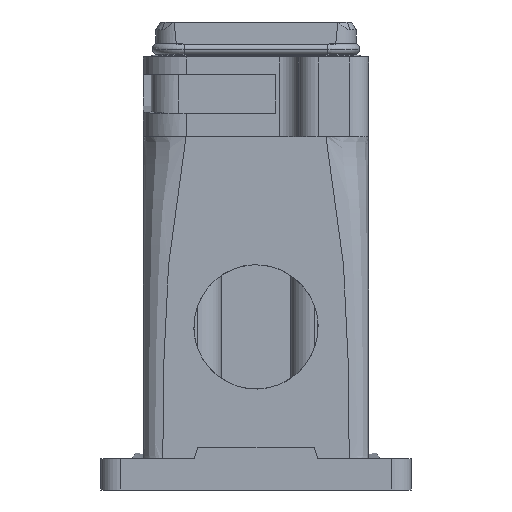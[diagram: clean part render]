
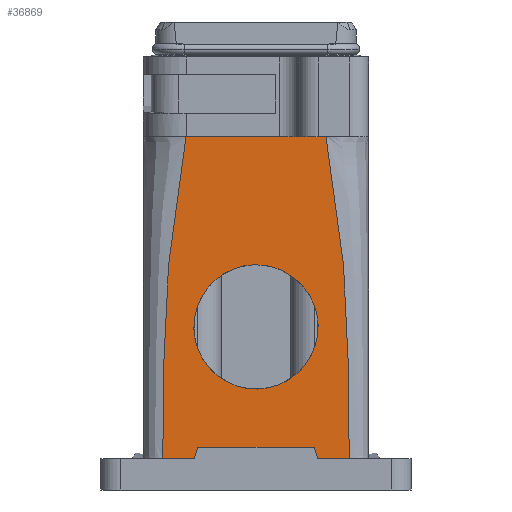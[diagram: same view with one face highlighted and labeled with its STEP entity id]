
A CAD part, front view. The second image highlights one B-rep face of the part: STEP entity #36869.
In plain terms, the highlighted planar face has unit normal (0, -1, 0).
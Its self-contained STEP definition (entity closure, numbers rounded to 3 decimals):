
#36839=AXIS2_PLACEMENT_3D('Plane Axis2P3D',#36836,#36837,#36838) ;
#36853=AXIS2_PLACEMENT_3D('Circle Axis2P3D',#36851,#36852,$) ;
#36862=AXIS2_PLACEMENT_3D('Circle Axis2P3D',#36860,#36861,$) ;
#34657=CARTESIAN_POINT('Vertex',(64.,30.,8.)) ;
#34660=CARTESIAN_POINT('Line Origine',(59.969,30.,8.)) ;
#34664=CARTESIAN_POINT('Vertex',(55.938,30.,8.)) ;
#34693=CARTESIAN_POINT('Vertex',(24.063,30.,8.)) ;
#34696=CARTESIAN_POINT('Line Origine',(20.031,30.,8.)) ;
#34700=CARTESIAN_POINT('Vertex',(16.,30.,8.)) ;
#34737=CARTESIAN_POINT('Line Origine',(24.531,30.,9.5)) ;
#34741=CARTESIAN_POINT('Vertex',(25.,30.,11.)) ;
#34756=CARTESIAN_POINT('Line Origine',(40.,30.,11.)) ;
#34760=CARTESIAN_POINT('Vertex',(55.,30.,11.)) ;
#34791=CARTESIAN_POINT('Vertex',(22.,30.,91.)) ;
#34794=CARTESIAN_POINT('Line Origine',(40.,30.,91.)) ;
#34798=CARTESIAN_POINT('Vertex',(58.,30.,91.)) ;
#35349=CARTESIAN_POINT('Control Point',(22.,30.,91.)) ;
#35350=CARTESIAN_POINT('Control Point',(22.,30.,90.714)) ;
#35351=CARTESIAN_POINT('Control Point',(22.,30.,90.438)) ;
#35352=CARTESIAN_POINT('Control Point',(21.999,30.,90.182)) ;
#35353=CARTESIAN_POINT('Control Point',(21.995,30.,89.571)) ;
#35354=CARTESIAN_POINT('Control Point',(21.982,30.,88.96)) ;
#35355=CARTESIAN_POINT('Control Point',(21.972,30.,88.638)) ;
#35356=CARTESIAN_POINT('Control Point',(21.889,30.,86.691)) ;
#35357=CARTESIAN_POINT('Control Point',(21.662,30.,84.749)) ;
#35358=CARTESIAN_POINT('Control Point',(21.331,30.,83.131)) ;
#35359=CARTESIAN_POINT('Control Point',(20.696,30.,80.515)) ;
#35360=CARTESIAN_POINT('Control Point',(20.049,30.,77.9)) ;
#35361=CARTESIAN_POINT('Control Point',(19.809,30.,76.874)) ;
#35362=CARTESIAN_POINT('Control Point',(19.525,30.,75.505)) ;
#35363=CARTESIAN_POINT('Control Point',(19.285,30.,74.131)) ;
#35364=CARTESIAN_POINT('Control Point',(19.228,30.,73.787)) ;
#35365=CARTESIAN_POINT('Control Point',(19.12,30.,73.107)) ;
#35366=CARTESIAN_POINT('Control Point',(19.02,30.,72.427)) ;
#35367=CARTESIAN_POINT('Control Point',(18.965,30.,72.045)) ;
#35368=CARTESIAN_POINT('Control Point',(17.978,30.,65.049)) ;
#35369=CARTESIAN_POINT('Control Point',(17.402,30.,58.016)) ;
#35370=CARTESIAN_POINT('Control Point',(16.985,30.,51.276)) ;
#35371=CARTESIAN_POINT('Control Point',(16.384,30.,38.769)) ;
#35372=CARTESIAN_POINT('Control Point',(16.085,30.,26.256)) ;
#35373=CARTESIAN_POINT('Control Point',(16.006,30.,20.443)) ;
#35374=CARTESIAN_POINT('Control Point',(16.,30.,14.487)) ;
#35375=CARTESIAN_POINT('Control Point',(16.,30.,8.532)) ;
#35376=CARTESIAN_POINT('Control Point',(16.,30.,8.374)) ;
#35377=CARTESIAN_POINT('Control Point',(16.,30.,8.197)) ;
#35378=CARTESIAN_POINT('Control Point',(16.,30.,8.)) ;
#35387=CARTESIAN_POINT('Line Origine',(55.469,30.,9.5)) ;
#35914=CARTESIAN_POINT('Control Point',(58.,30.,91.)) ;
#35915=CARTESIAN_POINT('Control Point',(58.,30.,90.707)) ;
#35916=CARTESIAN_POINT('Control Point',(58.,30.,90.42)) ;
#35917=CARTESIAN_POINT('Control Point',(58.001,30.,90.157)) ;
#35918=CARTESIAN_POINT('Control Point',(58.006,30.,89.545)) ;
#35919=CARTESIAN_POINT('Control Point',(58.02,30.,88.934)) ;
#35920=CARTESIAN_POINT('Control Point',(58.03,30.,88.618)) ;
#35921=CARTESIAN_POINT('Control Point',(58.086,30.,87.387)) ;
#35922=CARTESIAN_POINT('Control Point',(58.201,30.,86.159)) ;
#35923=CARTESIAN_POINT('Control Point',(58.327,30.,85.25)) ;
#35924=CARTESIAN_POINT('Control Point',(58.608,30.,83.663)) ;
#35925=CARTESIAN_POINT('Control Point',(58.964,30.,82.087)) ;
#35926=CARTESIAN_POINT('Control Point',(59.127,30.,81.412)) ;
#35927=CARTESIAN_POINT('Control Point',(59.551,30.,79.704)) ;
#35928=CARTESIAN_POINT('Control Point',(59.979,30.,77.997)) ;
#35929=CARTESIAN_POINT('Control Point',(60.224,30.,76.959)) ;
#35930=CARTESIAN_POINT('Control Point',(60.509,30.,75.575)) ;
#35931=CARTESIAN_POINT('Control Point',(60.747,30.,74.186)) ;
#35932=CARTESIAN_POINT('Control Point',(60.804,30.,73.841)) ;
#35933=CARTESIAN_POINT('Control Point',(60.911,30.,73.155)) ;
#35934=CARTESIAN_POINT('Control Point',(61.011,30.,72.468)) ;
#35935=CARTESIAN_POINT('Control Point',(61.063,30.,72.099)) ;
#35936=CARTESIAN_POINT('Control Point',(62.042,30.,65.089)) ;
#35937=CARTESIAN_POINT('Control Point',(62.611,30.,58.041)) ;
#35938=CARTESIAN_POINT('Control Point',(63.023,30.,51.293)) ;
#35939=CARTESIAN_POINT('Control Point',(63.618,30.,38.778)) ;
#35940=CARTESIAN_POINT('Control Point',(63.916,30.,26.256)) ;
#35941=CARTESIAN_POINT('Control Point',(63.994,30.,20.443)) ;
#35942=CARTESIAN_POINT('Control Point',(64.,30.,14.488)) ;
#35943=CARTESIAN_POINT('Control Point',(64.,30.,8.532)) ;
#35944=CARTESIAN_POINT('Control Point',(64.,30.,8.374)) ;
#35945=CARTESIAN_POINT('Control Point',(64.,30.,8.197)) ;
#35946=CARTESIAN_POINT('Control Point',(64.,30.,8.)) ;
#36836=CARTESIAN_POINT('Axis2P3D Location',(69.,30.,8.)) ;
#36851=CARTESIAN_POINT('Axis2P3D Location',(40.,30.,42.)) ;
#36855=CARTESIAN_POINT('Vertex',(25.959,30.,49.671)) ;
#36857=CARTESIAN_POINT('Vertex',(54.041,30.,34.329)) ;
#36860=CARTESIAN_POINT('Axis2P3D Location',(40.,30.,42.)) ;
#34661=DIRECTION('Vector Direction',(-1.,0.,0.)) ;
#34697=DIRECTION('Vector Direction',(-1.,0.,0.)) ;
#34738=DIRECTION('Vector Direction',(0.298,0.,0.954)) ;
#34757=DIRECTION('Vector Direction',(1.,0.,0.)) ;
#34795=DIRECTION('Vector Direction',(-1.,0.,0.)) ;
#35388=DIRECTION('Vector Direction',(-0.298,0.,0.954)) ;
#36837=DIRECTION('Axis2P3D Direction',(0.,1.,0.)) ;
#36838=DIRECTION('Axis2P3D XDirection',(-1.,0.,0.)) ;
#36852=DIRECTION('Axis2P3D Direction',(0.,1.,0.)) ;
#36861=DIRECTION('Axis2P3D Direction',(0.,1.,0.)) ;
#34662=VECTOR('Line Direction',#34661,1.) ;
#34698=VECTOR('Line Direction',#34697,1.) ;
#34739=VECTOR('Line Direction',#34738,1.) ;
#34758=VECTOR('Line Direction',#34757,1.) ;
#34796=VECTOR('Line Direction',#34795,1.) ;
#35389=VECTOR('Line Direction',#35388,1.) ;
#36842=ORIENTED_EDGE('',*,*,#35947,.T.) ;
#36843=ORIENTED_EDGE('',*,*,#34800,.F.) ;
#36844=ORIENTED_EDGE('',*,*,#35379,.F.) ;
#36845=ORIENTED_EDGE('',*,*,#34702,.T.) ;
#36846=ORIENTED_EDGE('',*,*,#34743,.T.) ;
#36847=ORIENTED_EDGE('',*,*,#34762,.T.) ;
#36848=ORIENTED_EDGE('',*,*,#35391,.F.) ;
#36849=ORIENTED_EDGE('',*,*,#34666,.T.) ;
#36866=ORIENTED_EDGE('',*,*,#36859,.T.) ;
#36867=ORIENTED_EDGE('',*,*,#36864,.T.) ;
#36868=FACE_BOUND('',#36865,.T.) ;
#36869=ADVANCED_FACE('Housing',(#36850,#36868),#36840,.F.) ;
#35348=B_SPLINE_CURVE_WITH_KNOTS('',5,(#35349,#35350,#35351,#35352,#35353,#35354,#35355,#35356,#35357,#35358,#35359,#35360,#35361,#35362,#35363,#35364,#35365,#35366,#35367,#35368,#35369,#35370,#35371,#35372,#35373,#35374,#35375,#35376,#35377,#35378),.UNSPECIFIED.,.F.,.U.,(6,3,3,3,3,3,3,3,3,6),(28.754,31.261,34.048,48.131,57.148,60.155,63.082,121.141,171.47,172.719),.UNSPECIFIED.) ;
#35913=B_SPLINE_CURVE_WITH_KNOTS('',5,(#35914,#35915,#35916,#35917,#35918,#35919,#35920,#35921,#35922,#35923,#35924,#35925,#35926,#35927,#35928,#35929,#35930,#35931,#35932,#35933,#35934,#35935,#35936,#35937,#35938,#35939,#35940,#35941,#35942,#35943,#35944,#35945,#35946),.UNSPECIFIED.,.F.,.U.,(6,3,3,3,3,3,3,3,3,3,6),(28.753,31.308,34.048,41.968,47.928,57.056,60.076,63.046,121.177,171.506,172.756),.UNSPECIFIED.) ;
#36854=CIRCLE('generated circle',#36853,16.) ;
#36863=CIRCLE('generated circle',#36862,16.) ;
#34666=EDGE_CURVE('',#34665,#34658,#34663,.F.) ;
#34702=EDGE_CURVE('',#34701,#34694,#34699,.F.) ;
#34743=EDGE_CURVE('',#34694,#34742,#34740,.T.) ;
#34762=EDGE_CURVE('',#34742,#34761,#34759,.T.) ;
#34800=EDGE_CURVE('',#34792,#34799,#34797,.F.) ;
#35379=EDGE_CURVE('',#34701,#34792,#35348,.F.) ;
#35391=EDGE_CURVE('',#34665,#34761,#35390,.T.) ;
#35947=EDGE_CURVE('',#34658,#34799,#35913,.F.) ;
#36859=EDGE_CURVE('',#36856,#36858,#36854,.T.) ;
#36864=EDGE_CURVE('',#36858,#36856,#36863,.T.) ;
#36841=EDGE_LOOP('',(#36842,#36843,#36844,#36845,#36846,#36847,#36848,#36849)) ;
#36865=EDGE_LOOP('',(#36866,#36867)) ;
#36850=FACE_OUTER_BOUND('',#36841,.T.) ;
#34663=LINE('Line',#34660,#34662) ;
#34699=LINE('Line',#34696,#34698) ;
#34740=LINE('Line',#34737,#34739) ;
#34759=LINE('Line',#34756,#34758) ;
#34797=LINE('Line',#34794,#34796) ;
#35390=LINE('Line',#35387,#35389) ;
#36840=PLANE('',#36839) ;
#34658=VERTEX_POINT('',#34657) ;
#34665=VERTEX_POINT('',#34664) ;
#34694=VERTEX_POINT('',#34693) ;
#34701=VERTEX_POINT('',#34700) ;
#34742=VERTEX_POINT('',#34741) ;
#34761=VERTEX_POINT('',#34760) ;
#34792=VERTEX_POINT('',#34791) ;
#34799=VERTEX_POINT('',#34798) ;
#36856=VERTEX_POINT('',#36855) ;
#36858=VERTEX_POINT('',#36857) ;
